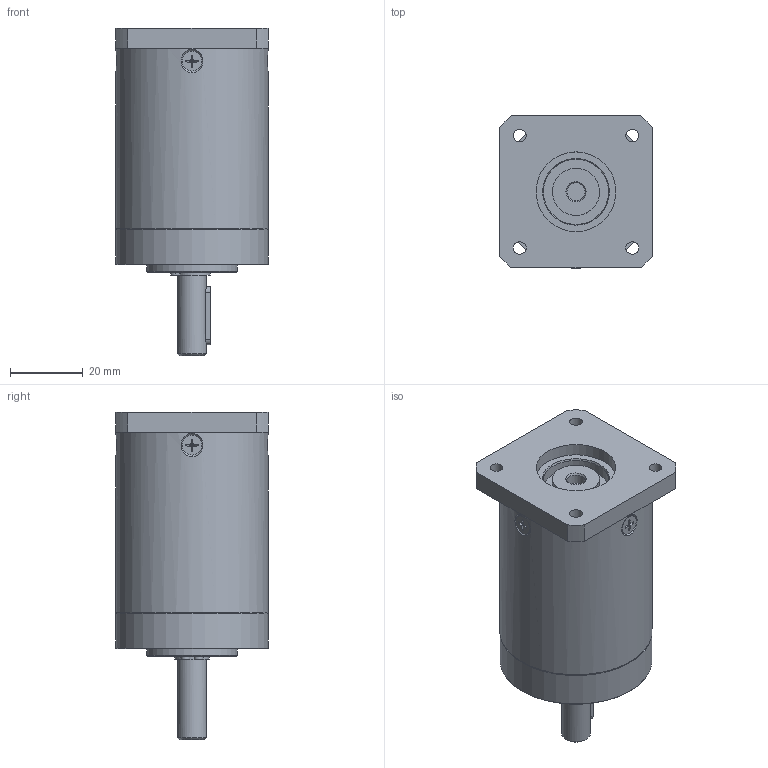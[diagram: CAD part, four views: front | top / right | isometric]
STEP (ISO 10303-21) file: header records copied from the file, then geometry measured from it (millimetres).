
FILE_DESCRIPTION(/* description */ (''),/* implementation_level */ '2;1');
FILE_NAME(/* name */ 'GP42-N2-XX-SRS.stp',/* time_stamp */ '2022-11-04T16:53:46+01:00',/* author */ ('kaiming.cao'),/* organization */ (''),/* preprocessor_version */ 'ST-DEVELOPER v18.1',/* originating_system */ 'Autodesk Inventor 2021',/* authorisation */ '');
FILE_SCHEMA (('AUTOMOTIVE_DESIGN { 1 0 10303 214 3 1 1 }'));
Length unit declared in the file: millimetre
Products named in the file (1): D-00005031
Bounding box: 42 x 42 x 90.2 mm (x, y, z)
Volume: 91820 mm3; surface area: 14926.2 mm2
Topology: 1 solids, 1 shells, 217 faces, 571 edges, 370 vertices
Faces by surface type: cone 73, plane 69, cylinder 54, torus 21
Full cylindrical faces by diameter (mm): 1.2 x2, 2.459 x5, 2.693 x4, 3.242 x4, 3.5 x8, 5 x1, 5.5 x4, 8 x1, 13 x1, 18 x1, 22 x2, 25 x1, 42 x2
Entity records: 7667 total; most frequent: CARTESIAN_POINT 2136, ORIENTED_EDGE 1116, DIRECTION 1106, EDGE_CURVE 558, AXIS2_PLACEMENT_3D 446, VERTEX_POINT 370, EDGE_LOOP 252, CIRCLE 228
